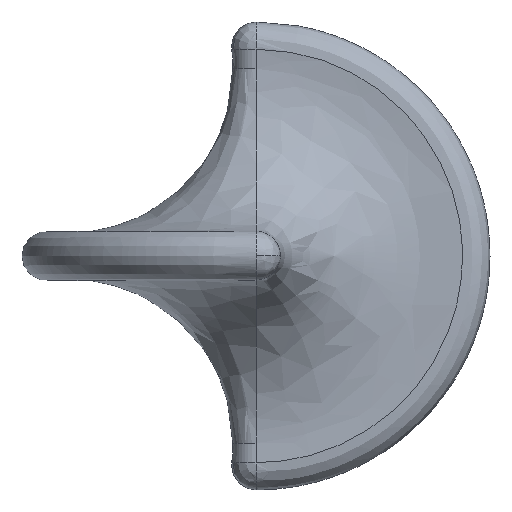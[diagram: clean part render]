
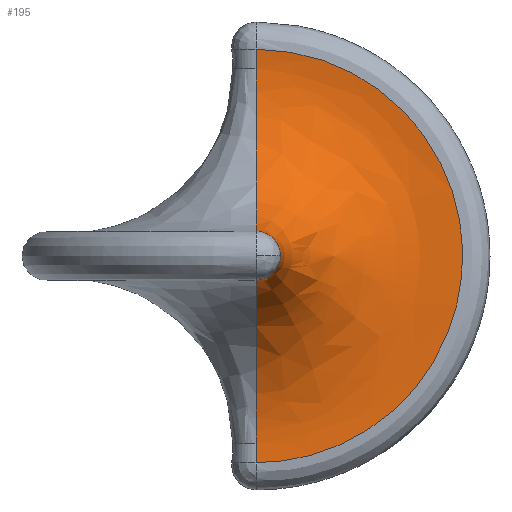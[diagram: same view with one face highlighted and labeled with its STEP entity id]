
A CAD part, top view. The second image highlights one B-rep face of the part: STEP entity #195.
In plain terms, the highlighted free-form (B-spline) face has degree [2, 2] with [5, 3] control points.
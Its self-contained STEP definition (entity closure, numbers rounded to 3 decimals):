
#22 = VERTEX_POINT('',#23);
#23 = CARTESIAN_POINT('',(0.,-3.451,0.405));
#42 = VERTEX_POINT('',#43);
#43 = CARTESIAN_POINT('',(0.,-3.128,0.386));
#51 = EDGE_CURVE('',#42,#22,#52,.T.);
#52 = ( BOUNDED_CURVE() B_SPLINE_CURVE(2,(#53,#54,#55),.UNSPECIFIED.,.F.
,.F.) B_SPLINE_CURVE_WITH_KNOTS((3,3),(1.571,1.689),
.PIECEWISE_BEZIER_KNOTS.) CURVE() GEOMETRIC_REPRESENTATION_ITEM() 
RATIONAL_B_SPLINE_CURVE((1.,0.998,1.)) REPRESENTATION_ITEM('') 
  );
#53 = CARTESIAN_POINT('',(0.,-3.128,0.386));
#54 = CARTESIAN_POINT('',(0.,-3.29,0.386));
#55 = CARTESIAN_POINT('',(0.,-3.451,0.405));
#77 = VERTEX_POINT('',#78);
#78 = CARTESIAN_POINT('',(0.,0.386,3.128));
#113 = VERTEX_POINT('',#114);
#114 = CARTESIAN_POINT('',(0.,3.128,0.386));
#122 = EDGE_CURVE('',#113,#77,#123,.T.);
#123 = ( BOUNDED_CURVE() B_SPLINE_CURVE(2,(#124,#125,#126),
.UNSPECIFIED.,.F.,.F.) B_SPLINE_CURVE_WITH_KNOTS((3,3),(0.,
1.571),.PIECEWISE_BEZIER_KNOTS.) CURVE() 
GEOMETRIC_REPRESENTATION_ITEM() RATIONAL_B_SPLINE_CURVE((1.,
0.707,1.)) REPRESENTATION_ITEM('') );
#124 = CARTESIAN_POINT('',(0.,3.128,0.386));
#125 = CARTESIAN_POINT('',(0.,0.386,0.386));
#126 = CARTESIAN_POINT('',(0.,0.386,3.128));
#195 = ADVANCED_FACE('',(#196),#232,.F.);
#196 = FACE_BOUND('',#197,.F.);
#197 = EDGE_LOOP('',(#198,#208,#209,#217,#225,#226));
#198 = ORIENTED_EDGE('',*,*,#199,.T.);
#199 = EDGE_CURVE('',#200,#22,#202,.T.);
#200 = VERTEX_POINT('',#201);
#201 = CARTESIAN_POINT('',(0.,3.451,0.405));
#202 = ( BOUNDED_CURVE() B_SPLINE_CURVE(2,(#203,#204,#205,#206,#207),
.UNSPECIFIED.,.F.,.F.) B_SPLINE_CURVE_WITH_KNOTS((3,2,3),(0.,
1.571,3.142),.PIECEWISE_BEZIER_KNOTS.) CURVE() 
GEOMETRIC_REPRESENTATION_ITEM() RATIONAL_B_SPLINE_CURVE((1.,
0.707,1.,0.707,1.)) REPRESENTATION_ITEM('') );
#203 = CARTESIAN_POINT('',(0.,3.451,0.405));
#204 = CARTESIAN_POINT('',(3.451,3.451,0.405)
  );
#205 = CARTESIAN_POINT('',(3.451,0.,
    0.405));
#206 = CARTESIAN_POINT('',(3.451,-3.451,0.405
    ));
#207 = CARTESIAN_POINT('',(0.,-3.451,
    0.405));
#208 = ORIENTED_EDGE('',*,*,#51,.F.);
#209 = ORIENTED_EDGE('',*,*,#210,.F.);
#210 = EDGE_CURVE('',#211,#42,#213,.T.);
#211 = VERTEX_POINT('',#212);
#212 = CARTESIAN_POINT('',(0.,-0.386,3.128));
#213 = ( BOUNDED_CURVE() B_SPLINE_CURVE(2,(#214,#215,#216),
.UNSPECIFIED.,.F.,.F.) B_SPLINE_CURVE_WITH_KNOTS((3,3),(0.,
1.571),.PIECEWISE_BEZIER_KNOTS.) CURVE() 
GEOMETRIC_REPRESENTATION_ITEM() RATIONAL_B_SPLINE_CURVE((1.,
0.707,1.)) REPRESENTATION_ITEM('') );
#214 = CARTESIAN_POINT('',(0.,-0.386,3.128));
#215 = CARTESIAN_POINT('',(0.,-0.386,0.386));
#216 = CARTESIAN_POINT('',(0.,-3.128,0.386));
#217 = ORIENTED_EDGE('',*,*,#218,.F.);
#218 = EDGE_CURVE('',#77,#211,#219,.T.);
#219 = ( BOUNDED_CURVE() B_SPLINE_CURVE(2,(#220,#221,#222,#223,#224),
.UNSPECIFIED.,.F.,.F.) B_SPLINE_CURVE_WITH_KNOTS((3,2,3),(0.,
1.571,3.142),.PIECEWISE_BEZIER_KNOTS.) CURVE() 
GEOMETRIC_REPRESENTATION_ITEM() RATIONAL_B_SPLINE_CURVE((1.,
0.707,1.,0.707,1.)) REPRESENTATION_ITEM('') );
#220 = CARTESIAN_POINT('',(0.,0.386,3.128));
#221 = CARTESIAN_POINT('',(0.386,0.386,3.128));
#222 = CARTESIAN_POINT('',(0.386,0.,
    3.128));
#223 = CARTESIAN_POINT('',(0.386,-0.386,3.128));
#224 = CARTESIAN_POINT('',(0.,-0.386,
    3.128));
#225 = ORIENTED_EDGE('',*,*,#122,.F.);
#226 = ORIENTED_EDGE('',*,*,#227,.F.);
#227 = EDGE_CURVE('',#200,#113,#228,.T.);
#228 = ( BOUNDED_CURVE() B_SPLINE_CURVE(2,(#229,#230,#231),
.UNSPECIFIED.,.F.,.F.) B_SPLINE_CURVE_WITH_KNOTS((3,3),(6.165,
6.283),.PIECEWISE_BEZIER_KNOTS.) CURVE() 
GEOMETRIC_REPRESENTATION_ITEM() RATIONAL_B_SPLINE_CURVE((1.,
0.998,1.)) REPRESENTATION_ITEM('') );
#229 = CARTESIAN_POINT('',(0.,3.451,0.405));
#230 = CARTESIAN_POINT('',(0.,3.29,0.386));
#231 = CARTESIAN_POINT('',(0.,3.128,0.386));
#232 = ( BOUNDED_SURFACE() B_SPLINE_SURFACE(2,2,(
    (#233,#234,#235)
    ,(#236,#237,#238)
    ,(#239,#240,#241)
    ,(#242,#243,#244)
    ,(#245,#246,#247
)),.UNSPECIFIED.,.F.,.F.,.F.) B_SPLINE_SURFACE_WITH_KNOTS((3,2,3),(3,3),
  (0.,1.571,3.142),(1.452,3.142),
.PIECEWISE_BEZIER_KNOTS.) GEOMETRIC_REPRESENTATION_ITEM() 
RATIONAL_B_SPLINE_SURFACE((
    (1.,0.664,1.)
    ,(0.707,0.47,0.707)
    ,(1.,0.664,1.)
    ,(0.707,0.47,0.707)
,(1.,0.664,1.))) REPRESENTATION_ITEM('') SURFACE() );
#233 = CARTESIAN_POINT('',(0.,3.451,0.405));
#234 = CARTESIAN_POINT('',(0.,0.386,0.041));
#235 = CARTESIAN_POINT('',(0.,0.386,3.128));
#236 = CARTESIAN_POINT('',(3.451,3.451,0.405)
  );
#237 = CARTESIAN_POINT('',(0.386,0.386,
    0.041));
#238 = CARTESIAN_POINT('',(0.386,0.386,3.128));
#239 = CARTESIAN_POINT('',(3.451,0.,
    0.405));
#240 = CARTESIAN_POINT('',(0.386,0.,
    0.041));
#241 = CARTESIAN_POINT('',(0.386,0.,
    3.128));
#242 = CARTESIAN_POINT('',(3.451,-3.451,0.405
    ));
#243 = CARTESIAN_POINT('',(0.386,-0.386,
    0.041));
#244 = CARTESIAN_POINT('',(0.386,-0.386,3.128));
#245 = CARTESIAN_POINT('',(0.,-3.451,
    0.405));
#246 = CARTESIAN_POINT('',(0.,-0.386,
    0.041));
#247 = CARTESIAN_POINT('',(0.,-0.386,
    3.128));
